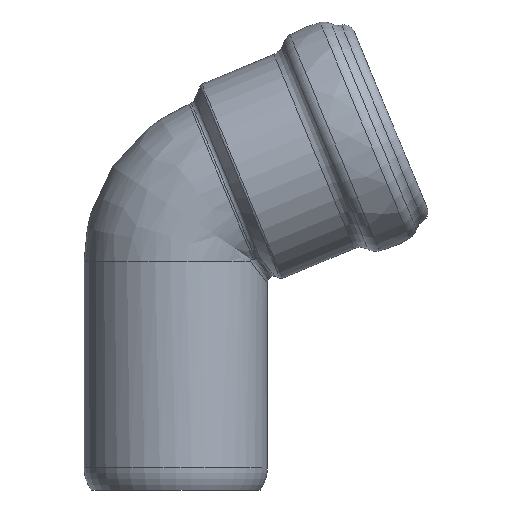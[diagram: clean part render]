
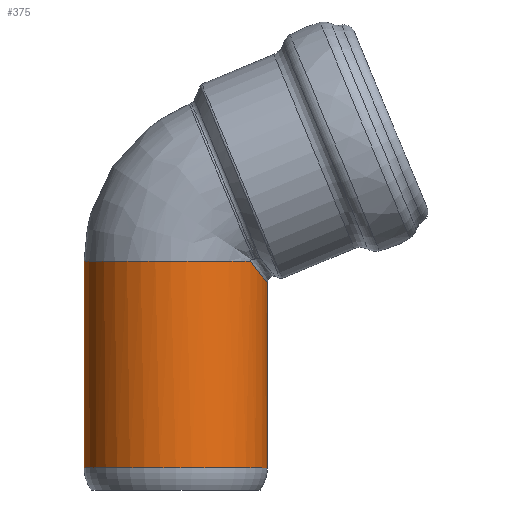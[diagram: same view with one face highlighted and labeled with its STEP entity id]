
A CAD part, front view. The second image highlights one B-rep face of the part: STEP entity #375.
In plain terms, the highlighted cylindrical face has radius 29 mm (diameter 58 mm), a full revolution.
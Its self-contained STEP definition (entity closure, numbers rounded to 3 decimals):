
#26=B_SPLINE_CURVE_WITH_KNOTS('',3,(#728,#729,#730,#731,#732,#733,#734,
#735,#736),.UNSPECIFIED.,.F.,.F.,(4,1,1,1,1,1,4),(-10.477,-9.888,
-9.298,-8.708,-8.118,-7.528,
-6.349),.UNSPECIFIED.);
#31=CYLINDRICAL_SURFACE('',#417,29.);
#45=FACE_BOUND('',#112,.T.);
#75=FACE_OUTER_BOUND('',#111,.T.);
#111=EDGE_LOOP('',(#296));
#112=EDGE_LOOP('',(#297,#298));
#158=CIRCLE('',#403,29.);
#166=CIRCLE('',#416,29.);
#191=VERTEX_POINT('',#590);
#202=VERTEX_POINT('',#714);
#203=VERTEX_POINT('',#727);
#227=EDGE_CURVE('',#191,#191,#158,.T.);
#240=EDGE_CURVE('',#202,#203,#26,.T.);
#243=EDGE_CURVE('',#203,#202,#166,.T.);
#296=ORIENTED_EDGE('',*,*,#227,.T.);
#297=ORIENTED_EDGE('',*,*,#240,.F.);
#298=ORIENTED_EDGE('',*,*,#243,.F.);
#375=ADVANCED_FACE('',(#75,#45),#31,.T.);
#403=AXIS2_PLACEMENT_3D('',#591,#468,#469);
#416=AXIS2_PLACEMENT_3D('',#785,#494,#495);
#417=AXIS2_PLACEMENT_3D('',#786,#496,#497);
#468=DIRECTION('center_axis',(0.,0.,1.));
#469=DIRECTION('ref_axis',(-1.,0.,0.));
#494=DIRECTION('center_axis',(0.,0.,1.));
#495=DIRECTION('ref_axis',(-1.,0.,0.));
#496=DIRECTION('center_axis',(0.,0.,1.));
#497=DIRECTION('ref_axis',(-1.,0.,0.));
#590=CARTESIAN_POINT('',(-29.,0.,7.));
#591=CARTESIAN_POINT('Origin',(0.,0.,7.));
#714=CARTESIAN_POINT('',(23.653,-16.779,72.429));
#727=CARTESIAN_POINT('',(23.653,16.779,72.429));
#728=CARTESIAN_POINT('Ctrl Pts',(23.653,-16.779,72.429));
#729=CARTESIAN_POINT('Ctrl Pts',(24.51,-15.571,71.269));
#730=CARTESIAN_POINT('Ctrl Pts',(26.128,-12.896,69.166));
#731=CARTESIAN_POINT('Ctrl Pts',(28.003,-8.14,66.845));
#732=CARTESIAN_POINT('Ctrl Pts',(29.042,-2.79,65.593));
#733=CARTESIAN_POINT('Ctrl Pts',(29.044,2.786,65.591));
#734=CARTESIAN_POINT('Ctrl Pts',(27.656,9.922,67.264));
#735=CARTESIAN_POINT('Ctrl Pts',(25.369,14.36,70.106));
#736=CARTESIAN_POINT('Ctrl Pts',(23.653,16.779,72.429));
#785=CARTESIAN_POINT('Origin',(0.,0.,72.429));
#786=CARTESIAN_POINT('Origin',(0.,0.,0.));
